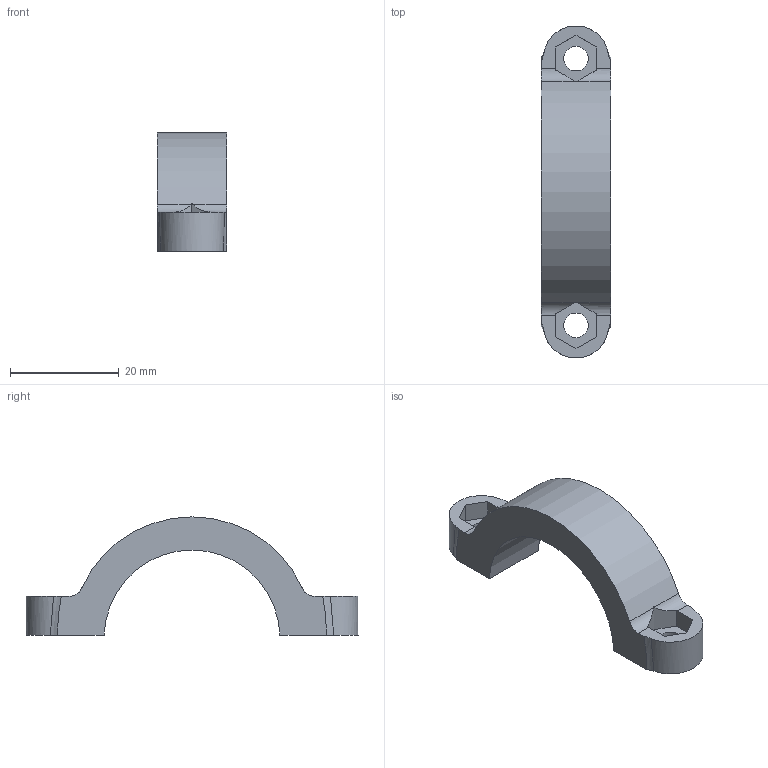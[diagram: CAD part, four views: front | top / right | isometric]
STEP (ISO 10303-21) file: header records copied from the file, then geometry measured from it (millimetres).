
FILE_DESCRIPTION(/* description */ ('STEP AP214'),/* implementation_level */ '2;1');
FILE_NAME(/* name */ '606fce72250d74118a3c23a8',/* time_stamp */ '2021-04-09T03:48:02+00:00',/* author */ (''),/* organization */ (''),/* preprocessor_version */ 'ST-DEVELOPER v18.1',/* originating_system */ ' ',/* authorisation */ ' ');
FILE_SCHEMA (('AUTOMOTIVE_DESIGN {1 0 10303 214 3 1 1}'));
Length unit declared in the file: metre
Products named in the file (1): Bar Clamp, Single
Bounding box: 12.7 x 61 x 21.74 mm (x, y, z)
Volume: 5450.4 mm3; surface area: 3140.9 mm2
Topology: 1 solids, 1 shells, 34 faces, 97 edges, 65 vertices
Faces by surface type: plane 20, cylinder 10, bspline 4
Full cylindrical faces by diameter (mm): 4.5 x2
Entity records: 1189 total; most frequent: CARTESIAN_POINT 294, ORIENTED_EDGE 188, DIRECTION 168, EDGE_CURVE 94, VERTEX_POINT 64, AXIS2_PLACEMENT_3D 59, LINE 50, VECTOR 50
